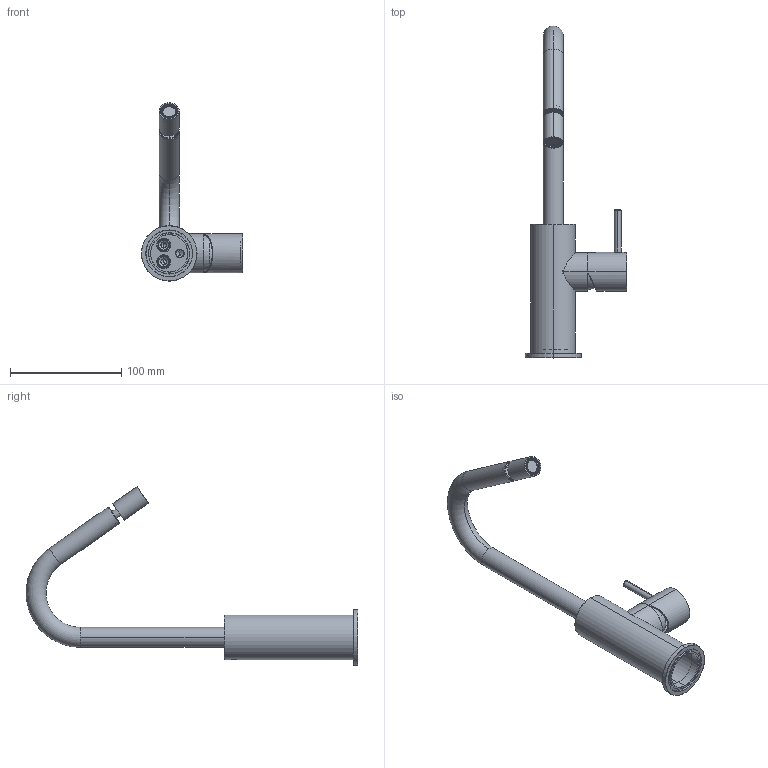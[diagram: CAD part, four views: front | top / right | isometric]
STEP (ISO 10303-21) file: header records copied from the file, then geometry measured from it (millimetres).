
FILE_DESCRIPTION (( 'STEP AP214' ), '1' );
FILE_NAME ('C35.0012.V 3D.STEP', '2023-01-19T13:44:10', ( '' ), ( '' ), 'SwSTEP 2.0', 'SolidWorks 2022', '' );
FILE_SCHEMA (( 'AUTOMOTIVE_DESIGN' ));
Length unit declared in the file: millimetre
Products named in the file (10): 3D_Corpo Bica Ø40; 0001-ESPELHO_Ø50x5MM_000000000000; 0001-CASQUILHO_Ø35_000000000000; 0001-MANIPULO_Ø35x35MM_QUADRA_000000000000; 0001-POMULO_Ø6x40MM FURADO; 0001-ROTULA_BIDÉ_M16x1_000000000000; 011101102300; C35.0012.V 3D; bica Ø18_V; 0001-EMBELEZADOR_M30x1x8MM_000000000000
Assembly tree (9 placements, depth 2):
  C35.0012.V 3D
    3D_Corpo Bica Ø40
    0001-CASQUILHO_Ø35_000000000000
    0001-EMBELEZADOR_M30x1x8MM_000000000000
    0001-MANIPULO_Ø35x35MM_QUADRA_000000000000
    0001-POMULO_Ø6x40MM FURADO
    0001-ESPELHO_Ø50x5MM_000000000000
    bica Ø18_V
    0001-ROTULA_BIDÉ_M16x1_000000000000
    011101102300
Bounding box: 91 x 298.57 x 160.44 mm (x, y, z)
Volume: 153539.5 mm3; surface area: 83413.9 mm2
Topology: 9 solids, 9 shells, 352 faces, 798 edges, 476 vertices
Faces by surface type: cylinder 131, cone 98, plane 90, torus 24, bspline 5, sphere 4
Entity records: 11262 total; most frequent: CARTESIAN_POINT 2710, DIRECTION 1855, ORIENTED_EDGE 1560, EDGE_CURVE 780, AXIS2_PLACEMENT_3D 767, VERTEX_POINT 476, CIRCLE 408, EDGE_LOOP 400
